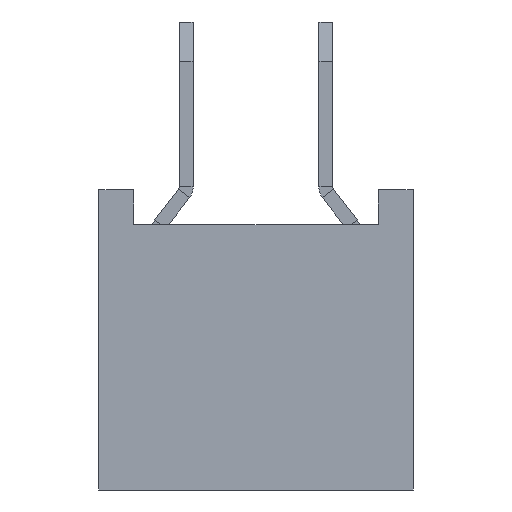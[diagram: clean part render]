
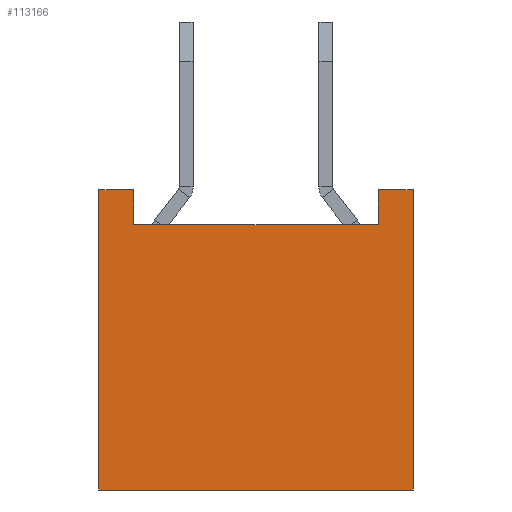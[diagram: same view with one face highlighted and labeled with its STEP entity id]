
A CAD part, left-side view. The second image highlights one B-rep face of the part: STEP entity #113166.
In plain terms, the highlighted planar face has unit normal (-1, 0, 0).
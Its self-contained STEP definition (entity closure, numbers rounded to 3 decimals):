
#4884 = LINE ( 'NONE', #91668, #26061 ) ;
#5552 = LINE ( 'NONE', #91540, #70185 ) ;
#6308 = LINE ( 'NONE', #55374, #123643 ) ;
#7953 = DIRECTION ( 'NONE',  ( 0., -1., 0. ) ) ;
#9724 = ORIENTED_EDGE ( 'NONE', *, *, #38968, .T. ) ;
#10656 = DIRECTION ( 'NONE',  ( 1., 0., 0. ) ) ;
#12728 = ORIENTED_EDGE ( 'NONE', *, *, #110864, .F. ) ;
#15339 = ORIENTED_EDGE ( 'NONE', *, *, #26405, .F. ) ;
#22897 = CARTESIAN_POINT ( 'NONE',  ( 15.75, -1.75, 3.8 ) ) ;
#25077 = DIRECTION ( 'NONE',  ( 0., 1., 0. ) ) ;
#26061 = VECTOR ( 'NONE', #140693, 1000. ) ;
#26405 = EDGE_CURVE ( 'NONE', #54133, #109323, #86817, .T. ) ;
#28904 = VECTOR ( 'NONE', #57160, 1000. ) ;
#30464 = EDGE_CURVE ( 'NONE', #135666, #70524, #98864, .T. ) ;
#33686 = LINE ( 'NONE', #143745, #67802 ) ;
#34775 = CARTESIAN_POINT ( 'NONE',  ( 15.75, 20.331, 48. ) ) ;
#37109 = FACE_OUTER_BOUND ( 'NONE', #51783, .T. ) ;
#38968 = EDGE_CURVE ( 'NONE', #42712, #109323, #82558, .T. ) ;
#39650 = CARTESIAN_POINT ( 'NONE',  ( 15.75, -1.75, 4.3 ) ) ;
#41709 = EDGE_CURVE ( 'NONE', #101532, #149346, #6308, .T. ) ;
#42712 = VERTEX_POINT ( 'NONE', #127000 ) ;
#42824 = EDGE_CURVE ( 'NONE', #112119, #101532, #130193, .T. ) ;
#44347 = EDGE_CURVE ( 'NONE', #70524, #54133, #33686, .T. ) ;
#51702 = CARTESIAN_POINT ( 'NONE',  ( 15.75, 2.25, 4.3 ) ) ;
#51783 = EDGE_LOOP ( 'NONE', ( #57135, #145758, #12728, #149684, #56128, #69961, #9724, #15339 ) ) ;
#54133 = VERTEX_POINT ( 'NONE', #155189 ) ;
#55374 = CARTESIAN_POINT ( 'NONE',  ( 15.75, 1.75, 4.3 ) ) ;
#56128 = ORIENTED_EDGE ( 'NONE', *, *, #42824, .F. ) ;
#57135 = ORIENTED_EDGE ( 'NONE', *, *, #44347, .F. ) ;
#57160 = DIRECTION ( 'NONE',  ( 0., -1., 0. ) ) ;
#58110 = EDGE_CURVE ( 'NONE', #42712, #112119, #4884, .T. ) ;
#67802 = VECTOR ( 'NONE', #7953, 1000. ) ;
#69961 = ORIENTED_EDGE ( 'NONE', *, *, #58110, .F. ) ;
#70185 = VECTOR ( 'NONE', #125327, 1000. ) ;
#70468 = DIRECTION ( 'NONE',  ( 0., -1., 0. ) ) ;
#70524 = VERTEX_POINT ( 'NONE', #39650 ) ;
#72419 = DIRECTION ( 'NONE',  ( 0., 0., -1. ) ) ;
#72700 = CARTESIAN_POINT ( 'NONE',  ( 15.75, -2.25, 0. ) ) ;
#82558 = LINE ( 'NONE', #145161, #112922 ) ;
#83259 = CARTESIAN_POINT ( 'NONE',  ( 15.75, 1.75, 3.8 ) ) ;
#84156 = VECTOR ( 'NONE', #133413, 1000. ) ;
#86817 = LINE ( 'NONE', #134992, #141352 ) ;
#91540 = CARTESIAN_POINT ( 'NONE',  ( 15.75, 1.75, 3.8 ) ) ;
#91668 = CARTESIAN_POINT ( 'NONE',  ( 15.75, 2.25, 4.3 ) ) ;
#93260 = CARTESIAN_POINT ( 'NONE',  ( 15.75, 0., 4.3 ) ) ;
#98548 = CARTESIAN_POINT ( 'NONE',  ( 15.75, 1.75, 4.3 ) ) ;
#98864 = LINE ( 'NONE', #112459, #84156 ) ;
#101532 = VERTEX_POINT ( 'NONE', #98548 ) ;
#109323 = VERTEX_POINT ( 'NONE', #72700 ) ;
#110864 = EDGE_CURVE ( 'NONE', #149346, #135666, #5552, .T. ) ;
#112119 = VERTEX_POINT ( 'NONE', #51702 ) ;
#112459 = CARTESIAN_POINT ( 'NONE',  ( 15.75, -1.75, 4.3 ) ) ;
#112922 = VECTOR ( 'NONE', #70468, 1000. ) ;
#113166 = ADVANCED_FACE ( 'NONE', ( #37109 ), #135103, .F. ) ;
#123643 = VECTOR ( 'NONE', #142106, 1000. ) ;
#125327 = DIRECTION ( 'NONE',  ( 0., -1., 0. ) ) ;
#127000 = CARTESIAN_POINT ( 'NONE',  ( 15.75, 2.25, 0. ) ) ;
#130193 = LINE ( 'NONE', #93260, #28904 ) ;
#132262 = AXIS2_PLACEMENT_3D ( 'NONE', #34775, #10656, #25077 ) ;
#133413 = DIRECTION ( 'NONE',  ( 0., 0., 1. ) ) ;
#134992 = CARTESIAN_POINT ( 'NONE',  ( 15.75, -2.25, 4.3 ) ) ;
#135103 = PLANE ( 'NONE',  #132262 ) ;
#135666 = VERTEX_POINT ( 'NONE', #22897 ) ;
#140693 = DIRECTION ( 'NONE',  ( 0., 0., 1. ) ) ;
#141352 = VECTOR ( 'NONE', #72419, 1000. ) ;
#142106 = DIRECTION ( 'NONE',  ( 0., 0., -1. ) ) ;
#143745 = CARTESIAN_POINT ( 'NONE',  ( 15.75, 0., 4.3 ) ) ;
#145161 = CARTESIAN_POINT ( 'NONE',  ( 15.75, 20.331, 0. ) ) ;
#145758 = ORIENTED_EDGE ( 'NONE', *, *, #30464, .F. ) ;
#149346 = VERTEX_POINT ( 'NONE', #83259 ) ;
#149684 = ORIENTED_EDGE ( 'NONE', *, *, #41709, .F. ) ;
#155189 = CARTESIAN_POINT ( 'NONE',  ( 15.75, -2.25, 4.3 ) ) ;
